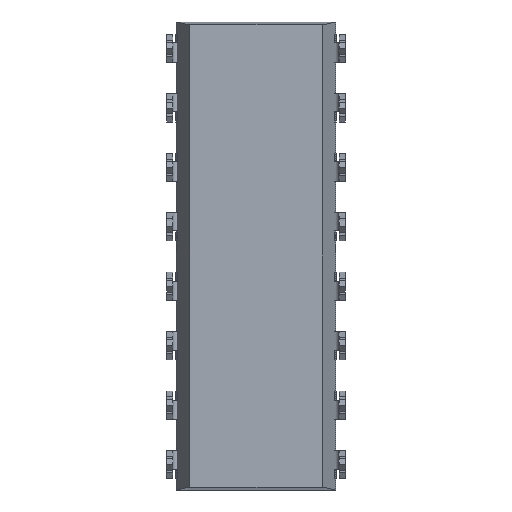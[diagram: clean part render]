
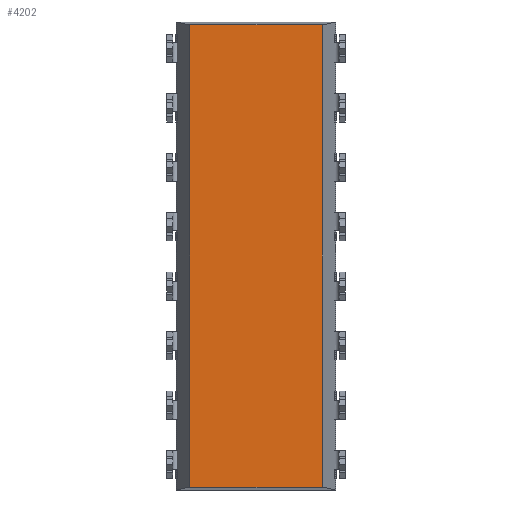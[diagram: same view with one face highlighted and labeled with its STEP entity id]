
A CAD part, front view. The second image highlights one B-rep face of the part: STEP entity #4202.
In plain terms, the highlighted planar face has unit normal (0, -1, 0).
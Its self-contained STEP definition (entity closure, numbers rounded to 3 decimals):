
#38 = FACE_OUTER_BOUND ( 'NONE', #726, .T. ) ;
#320 = VECTOR ( 'NONE', #8397, 1000. ) ;
#369 = ORIENTED_EDGE ( 'NONE', *, *, #7379, .T. ) ;
#441 = ORIENTED_EDGE ( 'NONE', *, *, #2872, .T. ) ;
#726 = EDGE_LOOP ( 'NONE', ( #9468, #2574, #441, #369 ) ) ;
#1601 = DIRECTION ( 'NONE',  ( 1., 0., 0. ) ) ;
#1800 = PLANE ( 'NONE',  #6493 ) ;
#1819 = CARTESIAN_POINT ( 'NONE',  ( 2.822, -1.778, -9.876 ) ) ;
#2574 = ORIENTED_EDGE ( 'NONE', *, *, #9822, .F. ) ;
#2677 = CARTESIAN_POINT ( 'NONE',  ( 0., -1.778, 0. ) ) ;
#2872 = EDGE_CURVE ( 'NONE', #4356, #10951, #5470, .T. ) ;
#3801 = EDGE_CURVE ( 'NONE', #11578, #6358, #7282, .T. ) ;
#3851 = CARTESIAN_POINT ( 'NONE',  ( -3.4, -1.778, 9.876 ) ) ;
#4202 = ADVANCED_FACE ( 'NONE', ( #38 ), #1800, .T. ) ;
#4356 = VERTEX_POINT ( 'NONE', #6196 ) ;
#4518 = CARTESIAN_POINT ( 'NONE',  ( 2.822, -1.778, -19.1 ) ) ;
#4608 = DIRECTION ( 'NONE',  ( 0., -1., 0. ) ) ;
#5411 = CARTESIAN_POINT ( 'NONE',  ( -2.822, -1.778, -19.1 ) ) ;
#5470 = LINE ( 'NONE', #10742, #8736 ) ;
#5573 = DIRECTION ( 'NONE',  ( 0., 0., 1. ) ) ;
#6196 = CARTESIAN_POINT ( 'NONE',  ( -2.822, -1.778, -9.876 ) ) ;
#6358 = VERTEX_POINT ( 'NONE', #6421 ) ;
#6421 = CARTESIAN_POINT ( 'NONE',  ( 2.822, -1.778, 9.876 ) ) ;
#6480 = LINE ( 'NONE', #4518, #11469 ) ;
#6493 = AXIS2_PLACEMENT_3D ( 'NONE', #2677, #4608, #7382 ) ;
#7282 = LINE ( 'NONE', #3851, #320 ) ;
#7379 = EDGE_CURVE ( 'NONE', #10951, #6358, #6480, .T. ) ;
#7382 = DIRECTION ( 'NONE',  ( 0., 0., -1. ) ) ;
#8397 = DIRECTION ( 'NONE',  ( 1., 0., 0. ) ) ;
#8736 = VECTOR ( 'NONE', #1601, 1000. ) ;
#9468 = ORIENTED_EDGE ( 'NONE', *, *, #3801, .F. ) ;
#9821 = CARTESIAN_POINT ( 'NONE',  ( -2.822, -1.778, 9.876 ) ) ;
#9822 = EDGE_CURVE ( 'NONE', #4356, #11578, #10174, .T. ) ;
#10174 = LINE ( 'NONE', #5411, #11721 ) ;
#10742 = CARTESIAN_POINT ( 'NONE',  ( -3.4, -1.778, -9.876 ) ) ;
#10951 = VERTEX_POINT ( 'NONE', #1819 ) ;
#11469 = VECTOR ( 'NONE', #5573, 1000. ) ;
#11578 = VERTEX_POINT ( 'NONE', #9821 ) ;
#11721 = VECTOR ( 'NONE', #11725, 1000. ) ;
#11725 = DIRECTION ( 'NONE',  ( 0., 0., 1. ) ) ;
